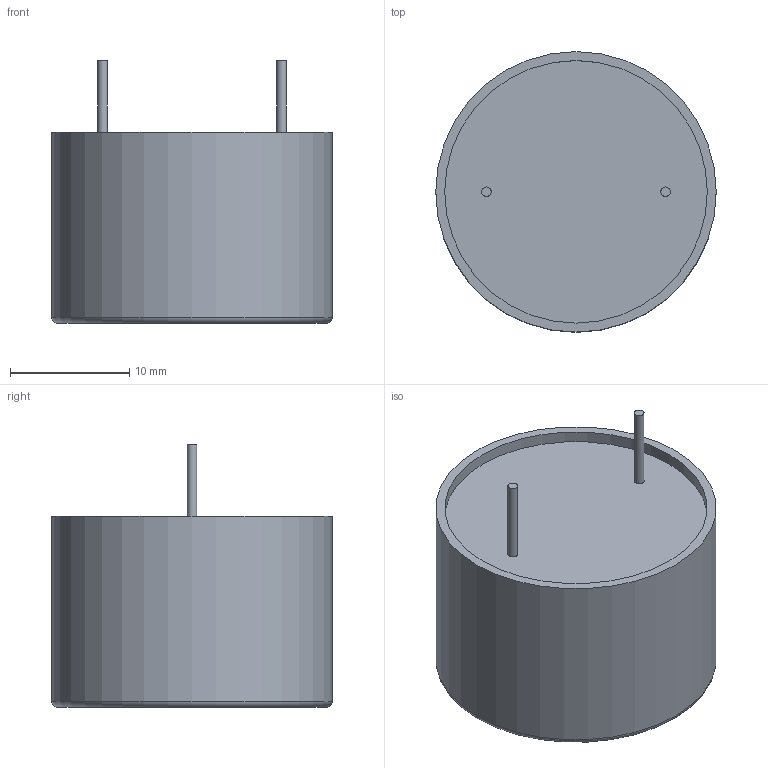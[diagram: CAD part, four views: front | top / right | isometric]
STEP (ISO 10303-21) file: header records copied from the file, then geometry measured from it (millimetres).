
FILE_DESCRIPTION(/* description */ ('Alibre Inc.'),/* implementation_level */ '2;1');
FILE_NAME(/* name */ 'export0',/* time_stamp */ '2018-08-14T07:07:59-05:00',/* author */ (''),/* organization */ (''),/* preprocessor_version */ 'ST-DEVELOPER v17',/* originating_system */ 'Alibre',/* authorisation */ '');
FILE_SCHEMA (('CONFIG_CONTROL_DESIGN'));
Length unit declared in the file: centimetre
Products named in the file (1): ID_1
Bounding box: 23.5 x 23.5 x 22 mm (x, y, z)
Volume: 6412.2 mm3; surface area: 2273.3 mm2
Topology: 1 solids, 1 shells, 20 faces, 29 edges, 19 vertices
Faces by surface type: plane 10, cylinder 9, torus 1
Full cylindrical faces by diameter (mm): 0.8 x2, 5.75 x1, 10.75 x1, 12.25 x1, 16.75 x1, 18.75 x1, 22 x1, 23.5 x1
Entity records: 460 total; most frequent: DIRECTION 65, CARTESIAN_POINT 56, ORIENTED_EDGE 38, EDGE_LOOP 38, FACE_BOUND 38, AXIS2_PLACEMENT_3D 37, ADVANCED_FACE 20, VERTEX_POINT 19
